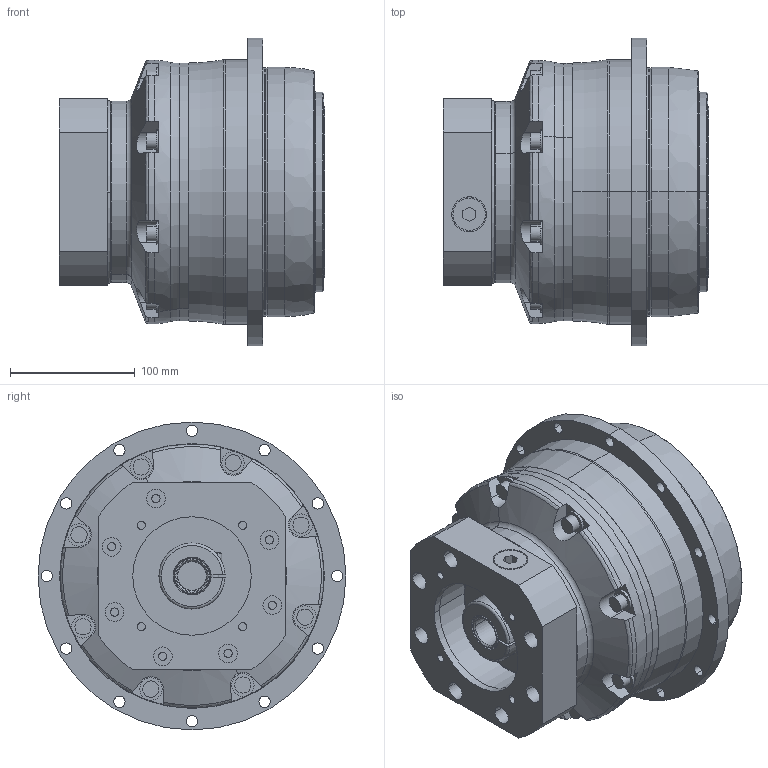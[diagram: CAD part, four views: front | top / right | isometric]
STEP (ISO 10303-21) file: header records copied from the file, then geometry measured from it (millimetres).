
FILE_DESCRIPTION(('STEP AP214'),'1');
FILE_NAME('20160713_16412637.stp','2016-07-13T14:41:27',(''),(''),'XStep 1.0','it-motive AG (itm_Acis_A0018_00R.dll)',' ');
FILE_SCHEMA(('automotive_design'));
Length unit declared in the file: millimetre
Products named in the file (6): Abtrieb_TP_m150; Antrieb_MF2_m150_G; 1; Abtriebsflansch_TP_m150_0; ADP; vs_3_point
Bounding box: 213.4 x 247 x 247 mm (x, y, z)
Volume: 5753273.3 mm3; surface area: 467539.5 mm2
Topology: 6 solids, 6 shells, 419 faces, 1031 edges, 653 vertices
Faces by surface type: cylinder 201, plane 112, torus 54, cone 52
Entity records: 17159 total; most frequent: CARTESIAN_POINT 3417, DIRECTION 2343, ORIENTED_EDGE 2010, EDGE_CURVE 1005, AXIS2_PLACEMENT_3D 995, VERTEX_POINT 653, CIRCLE 570, EDGE_LOOP 522
